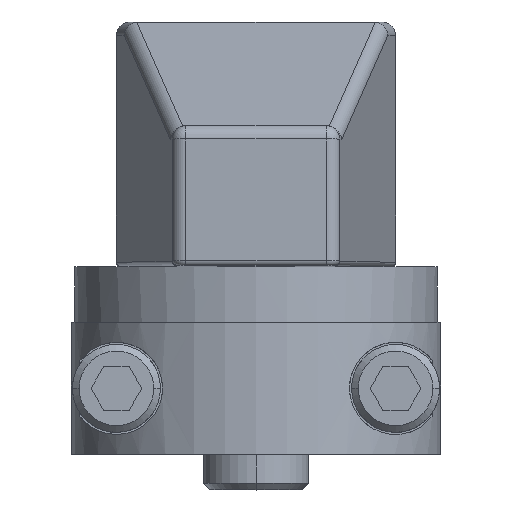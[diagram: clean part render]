
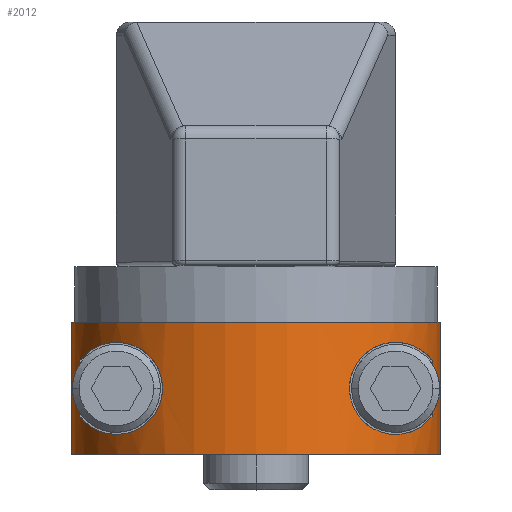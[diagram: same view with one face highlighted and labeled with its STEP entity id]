
A CAD part, top view. The second image highlights one B-rep face of the part: STEP entity #2012.
In plain terms, the highlighted cylindrical face has radius 21.006 mm (diameter 42.012 mm), a partial arc.
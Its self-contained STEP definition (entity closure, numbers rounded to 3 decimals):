
#260=DIRECTION('',(0.,1.,0.));
#261=VECTOR('',#260,15.011);
#262=CARTESIAN_POINT('',(20.992,-7.506,0.762));
#263=LINE('',#262,#261);
#325=CARTESIAN_POINT('',(0.,7.506,0.));
#326=DIRECTION('',(0.,1.,0.));
#327=DIRECTION('',(-0.999,0.,0.036));
#328=AXIS2_PLACEMENT_3D('',#325,#326,#327);
#620=DIRECTION('',(0.,1.,0.));
#621=VECTOR('',#620,15.011);
#622=CARTESIAN_POINT('',(-20.992,-7.506,0.762));
#623=LINE('',#622,#621);
#651=CARTESIAN_POINT('',(0.,-7.506,0.));
#652=DIRECTION('',(0.,1.,0.));
#653=DIRECTION('',(-0.999,0.,0.036));
#654=AXIS2_PLACEMENT_3D('',#651,#652,#653);
#682=DIRECTION('',(0.,1.,0.));
#683=VECTOR('',#682,0.412);
#684=CARTESIAN_POINT('',(20.023,-3.21,6.35));
#685=LINE('',#684,#683);
#686=DIRECTION('',(0.,1.,0.));
#687=VECTOR('',#686,0.412);
#688=CARTESIAN_POINT('',(20.023,2.799,6.35));
#689=LINE('',#688,#687);
#695=DIRECTION('',(0.,1.,0.));
#696=VECTOR('',#695,0.412);
#697=CARTESIAN_POINT('',(-20.023,2.799,6.35));
#698=LINE('',#697,#696);
#699=DIRECTION('',(0.,1.,0.));
#700=VECTOR('',#699,0.412);
#701=CARTESIAN_POINT('',(-20.023,-3.21,6.35));
#702=LINE('',#701,#700);
#712=DIRECTION('',(0.,1.,0.));
#713=VECTOR('',#712,5.597);
#714=CARTESIAN_POINT('',(-20.023,-2.799,6.35));
#715=LINE('',#714,#713);
#726=DIRECTION('',(0.,1.,0.));
#727=VECTOR('',#726,5.597);
#728=CARTESIAN_POINT('',(20.023,-2.799,6.35));
#729=LINE('',#728,#727);
#957=CARTESIAN_POINT('',(20.023,-3.21,6.35));
#958=CARTESIAN_POINT('',(19.749,-3.564,7.214));
#959=CARTESIAN_POINT('',(19.117,-4.191,8.819));
#960=CARTESIAN_POINT('',(18.025,-4.837,10.859));
#961=CARTESIAN_POINT('',(16.861,-5.197,12.578));
#962=CARTESIAN_POINT('',(15.692,-5.284,14.));
#963=CARTESIAN_POINT('',(14.576,-5.121,15.149));
#964=CARTESIAN_POINT('',(13.568,-4.749,16.052));
#965=CARTESIAN_POINT('',(12.692,-4.21,16.748));
#966=CARTESIAN_POINT('',(11.958,-3.535,17.276));
#967=CARTESIAN_POINT('',(11.374,-2.751,17.663));
#968=CARTESIAN_POINT('',(10.948,-1.883,17.929));
#969=CARTESIAN_POINT('',(10.688,-0.957,18.084));
#970=CARTESIAN_POINT('',(10.601,0.,18.135));
#971=CARTESIAN_POINT('',(10.688,0.957,18.084));
#972=CARTESIAN_POINT('',(10.948,1.883,17.929));
#973=CARTESIAN_POINT('',(11.374,2.751,17.663));
#974=CARTESIAN_POINT('',(11.958,3.535,17.276));
#975=CARTESIAN_POINT('',(12.692,4.21,16.748));
#976=CARTESIAN_POINT('',(13.568,4.749,16.052));
#977=CARTESIAN_POINT('',(14.576,5.121,15.149));
#978=CARTESIAN_POINT('',(15.692,5.284,14.));
#979=CARTESIAN_POINT('',(16.861,5.197,12.578));
#980=CARTESIAN_POINT('',(18.025,4.837,10.859));
#981=CARTESIAN_POINT('',(19.117,4.191,8.819));
#982=CARTESIAN_POINT('',(19.749,3.564,7.213));
#983=CARTESIAN_POINT('',(20.023,3.21,6.35));
#985=CARTESIAN_POINT('',(-20.023,3.21,6.35));
#986=CARTESIAN_POINT('',(-19.749,3.564,7.213));
#987=CARTESIAN_POINT('',(-19.117,4.191,8.819));
#988=CARTESIAN_POINT('',(-18.025,4.837,10.859));
#989=CARTESIAN_POINT('',(-16.861,5.197,12.578));
#990=CARTESIAN_POINT('',(-15.692,5.284,14.));
#991=CARTESIAN_POINT('',(-14.576,5.121,15.149));
#992=CARTESIAN_POINT('',(-13.568,4.749,16.052));
#993=CARTESIAN_POINT('',(-12.692,4.21,16.748));
#994=CARTESIAN_POINT('',(-11.958,3.535,17.276));
#995=CARTESIAN_POINT('',(-11.374,2.751,17.663));
#996=CARTESIAN_POINT('',(-10.948,1.883,17.929));
#997=CARTESIAN_POINT('',(-10.688,0.957,18.084));
#998=CARTESIAN_POINT('',(-10.601,0.,
18.135));
#999=CARTESIAN_POINT('',(-10.688,-0.957,
18.084));
#1000=CARTESIAN_POINT('',(-10.948,-1.883,
17.929));
#1001=CARTESIAN_POINT('',(-11.374,-2.751,
17.663));
#1002=CARTESIAN_POINT('',(-11.958,-3.535,
17.276));
#1003=CARTESIAN_POINT('',(-12.692,-4.21,
16.748));
#1004=CARTESIAN_POINT('',(-13.568,-4.749,
16.052));
#1005=CARTESIAN_POINT('',(-14.576,-5.121,
15.149));
#1006=CARTESIAN_POINT('',(-15.692,-5.284,
14.));
#1007=CARTESIAN_POINT('',(-16.861,-5.197,
12.578));
#1008=CARTESIAN_POINT('',(-18.025,-4.837,
10.859));
#1009=CARTESIAN_POINT('',(-19.117,-4.191,
8.819));
#1010=CARTESIAN_POINT('',(-19.749,-3.564,
7.213));
#1011=CARTESIAN_POINT('',(-20.023,-3.21,6.35));
#1096=CARTESIAN_POINT('',(-20.992,-7.506,0.762));
#1097=VERTEX_POINT('',#1096);
#1098=CARTESIAN_POINT('',(20.992,-7.506,0.762));
#1099=VERTEX_POINT('',#1098);
#1104=CARTESIAN_POINT('',(-20.992,7.506,0.762));
#1105=CARTESIAN_POINT('',(20.992,7.506,0.762));
#1106=VERTEX_POINT('',#1104);
#1107=VERTEX_POINT('',#1105);
#1116=CARTESIAN_POINT('',(20.023,3.21,6.35));
#1117=CARTESIAN_POINT('',(20.023,-3.21,6.35));
#1118=VERTEX_POINT('',#1116);
#1119=VERTEX_POINT('',#1117);
#1120=VERTEX_POINT('',#985);
#1121=VERTEX_POINT('',#1011);
#1122=CARTESIAN_POINT('',(-20.023,-2.799,6.35));
#1123=CARTESIAN_POINT('',(-20.023,2.799,6.35));
#1124=VERTEX_POINT('',#1122);
#1125=VERTEX_POINT('',#1123);
#1126=CARTESIAN_POINT('',(20.023,-2.799,6.35));
#1127=CARTESIAN_POINT('',(20.023,2.799,6.35));
#1128=VERTEX_POINT('',#1126);
#1129=VERTEX_POINT('',#1127);
#1980=CARTESIAN_POINT('',(0.,-7.506,0.));
#1981=DIRECTION('',(0.,1.,0.));
#1982=DIRECTION('',(1.,0.,0.));
#1983=AXIS2_PLACEMENT_3D('',#1980,#1981,#1982);
#1984=CYLINDRICAL_SURFACE('',#1983,21.006);
#1986=ORIENTED_EDGE('',*,*,#1985,.F.);
#1987=ORIENTED_EDGE('',*,*,#1965,.T.);
#1988=ORIENTED_EDGE('',*,*,#1558,.T.);
#1989=ORIENTED_EDGE('',*,*,#1471,.F.);
#1990=EDGE_LOOP('',(#1986,#1987,#1988,#1989));
#1991=FACE_OUTER_BOUND('',#1990,.F.);
#1993=ORIENTED_EDGE('',*,*,#1992,.F.);
#1995=ORIENTED_EDGE('',*,*,#1994,.F.);
#1997=ORIENTED_EDGE('',*,*,#1996,.F.);
#1999=ORIENTED_EDGE('',*,*,#1998,.F.);
#2000=EDGE_LOOP('',(#1993,#1995,#1997,#1999));
#2001=FACE_BOUND('',#2000,.F.);
#2003=ORIENTED_EDGE('',*,*,#2002,.T.);
#2005=ORIENTED_EDGE('',*,*,#2004,.F.);
#2007=ORIENTED_EDGE('',*,*,#2006,.T.);
#2009=ORIENTED_EDGE('',*,*,#2008,.T.);
#2010=EDGE_LOOP('',(#2003,#2005,#2007,#2009));
#2011=FACE_BOUND('',#2010,.F.);
#2012=ADVANCED_FACE('',(#1991,#2001,#2011),#1984,.T.);
#329=CIRCLE('',#328,21.006);
#655=CIRCLE('',#654,21.006);
#984=B_SPLINE_CURVE_WITH_KNOTS('',3,(#957,#958,#959,#960,#961,#962,#963,#964,
#965,#966,#967,#968,#969,#970,#971,#972,#973,#974,#975,#976,#977,#978,#979,#980,
#981,#982,#983),.UNSPECIFIED.,.F.,.F.,(4,1,1,1,1,1,1,1,1,1,1,1,1,1,1,1,1,1,1,1,
1,1,1,1,4),(0.,0.042,0.083,0.125,0.167,
0.208,0.25,0.292,0.333,0.375,
0.417,0.458,0.5,0.542,0.583,
0.625,0.667,0.708,0.75,0.792,
0.833,0.875,0.917,0.958,1.),
.UNSPECIFIED.);
#1012=B_SPLINE_CURVE_WITH_KNOTS('',3,(#985,#986,#987,#988,#989,#990,#991,#992,
#993,#994,#995,#996,#997,#998,#999,#1000,#1001,#1002,#1003,#1004,#1005,#1006,
#1007,#1008,#1009,#1010,#1011),.UNSPECIFIED.,.F.,.F.,(4,1,1,1,1,1,1,1,1,1,1,1,1,
1,1,1,1,1,1,1,1,1,1,1,4),(0.,0.042,0.083,0.125,
0.167,0.208,0.25,0.292,0.333,
0.375,0.417,0.458,0.5,0.542,
0.583,0.625,0.667,0.708,0.75,
0.792,0.833,0.875,0.917,0.958,
1.),.UNSPECIFIED.);
#1471=EDGE_CURVE('',#1099,#1107,#263,.T.);
#1558=EDGE_CURVE('',#1106,#1107,#329,.T.);
#1965=EDGE_CURVE('',#1097,#1106,#623,.T.);
#1985=EDGE_CURVE('',#1097,#1099,#655,.T.);
#1992=EDGE_CURVE('',#1121,#1124,#702,.T.);
#1994=EDGE_CURVE('',#1120,#1121,#1012,.T.);
#1996=EDGE_CURVE('',#1125,#1120,#698,.T.);
#1998=EDGE_CURVE('',#1124,#1125,#715,.T.);
#2002=EDGE_CURVE('',#1129,#1118,#689,.T.);
#2004=EDGE_CURVE('',#1119,#1118,#984,.T.);
#2006=EDGE_CURVE('',#1119,#1128,#685,.T.);
#2008=EDGE_CURVE('',#1128,#1129,#729,.T.);
